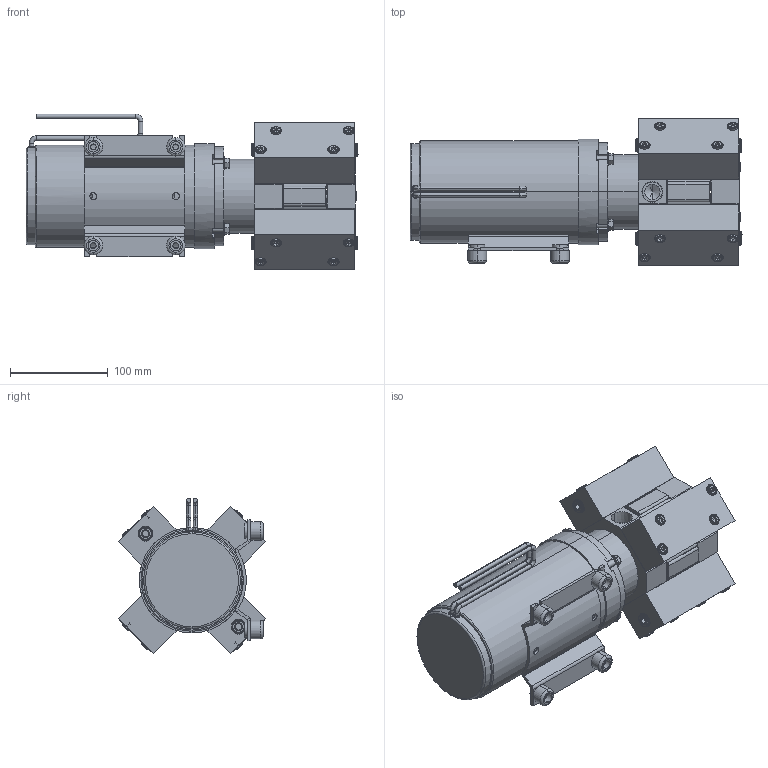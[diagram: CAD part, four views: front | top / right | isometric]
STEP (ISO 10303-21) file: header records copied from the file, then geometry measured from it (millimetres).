
FILE_DESCRIPTION (( 'STEP AP203' ), '1' );
FILE_NAME ('X-SERIES-M8230.STEP', '2019-10-09T11:49:03', ( '' ), ( '' ), 'SwSTEP 2.0', 'SolidWorks 2018', '' );
FILE_SCHEMA (( 'CONFIG_CONTROL_DESIGN' ));
Length unit declared in the file: inch
Products named in the file (1): X-SERIES-M8230
Bounding box: 340.32 x 151.05 x 159.68 mm (x, y, z)
Volume: 3073454.9 mm3; surface area: 502687.7 mm2
Topology: 58 solids, 62 shells, 1798 faces, 4136 edges, 2473 vertices
Faces by surface type: plane 713, cylinder 575, cone 398, torus 88, bspline 24
Entity records: 73099 total; most frequent: CARTESIAN_POINT 32421, DIRECTION 8831, ORIENTED_EDGE 8060, EDGE_CURVE 4030, AXIS2_PLACEMENT_3D 3399, VERTEX_POINT 2473, LINE 2033, VECTOR 2033
